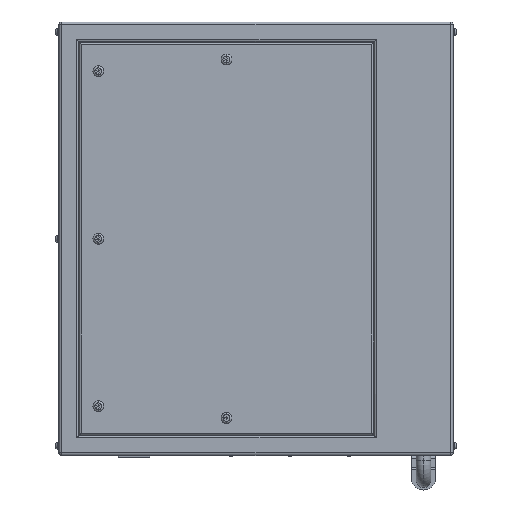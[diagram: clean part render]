
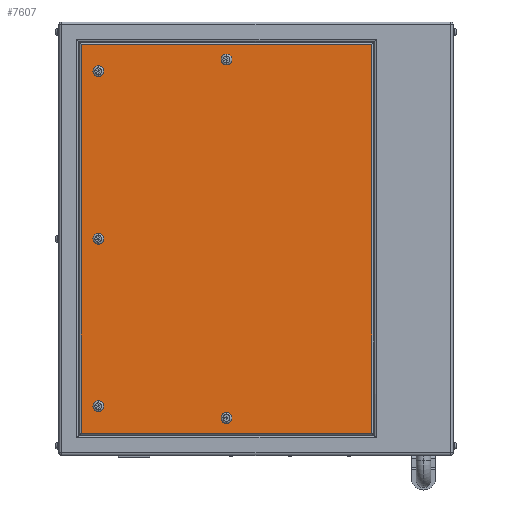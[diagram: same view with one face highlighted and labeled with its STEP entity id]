
A CAD part, left-side view. The second image highlights one B-rep face of the part: STEP entity #7607.
In plain terms, the highlighted planar face has unit normal (-1, 0, 0).
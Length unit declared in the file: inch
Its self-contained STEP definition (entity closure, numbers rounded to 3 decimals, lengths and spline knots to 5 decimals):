
#165 = CARTESIAN_POINT ( 'NONE',  ( -11., 20., -22. ) ) ;
#766 = CIRCLE ( 'NONE', #16903, 0.55 ) ;
#1009 = AXIS2_PLACEMENT_3D ( 'NONE', #16771, #13371, #11632 ) ;
#1126 = DIRECTION ( 'NONE',  ( 1., 0., 0. ) ) ;
#1354 = PLANE ( 'NONE',  #11299 ) ;
#1752 = ORIENTED_EDGE ( 'NONE', *, *, #16486, .T. ) ;
#1755 = EDGE_CURVE ( 'NONE', #2628, #7910, #12635, .T. ) ;
#2283 = CIRCLE ( 'NONE', #15417, 0.55 ) ;
#2358 = CARTESIAN_POINT ( 'NONE',  ( -11., -11.74, -19.74 ) ) ;
#2529 = ORIENTED_EDGE ( 'NONE', *, *, #3441, .T. ) ;
#2615 = CARTESIAN_POINT ( 'NONE',  ( -11., 16., -16.45 ) ) ;
#2628 = VERTEX_POINT ( 'NONE', #3060 ) ;
#2771 = EDGE_CURVE ( 'NONE', #11995, #19591, #18646, .T. ) ;
#3060 = CARTESIAN_POINT ( 'NONE',  ( -11., 16., -17.55 ) ) ;
#3118 = FACE_BOUND ( 'NONE', #4263, .T. ) ;
#3249 = CARTESIAN_POINT ( 'NONE',  ( -11., 16., 17.55 ) ) ;
#3441 = EDGE_CURVE ( 'NONE', #19591, #21753, #7555, .T. ) ;
#3679 = CARTESIAN_POINT ( 'NONE',  ( -11., 16., -17. ) ) ;
#3732 = VECTOR ( 'NONE', #18028, 39.37008 ) ;
#3800 = ORIENTED_EDGE ( 'NONE', *, *, #7818, .T. ) ;
#3904 = CARTESIAN_POINT ( 'NONE',  ( -11., 20., 19.74 ) ) ;
#3945 = ORIENTED_EDGE ( 'NONE', *, *, #15769, .T. ) ;
#4137 = CARTESIAN_POINT ( 'NONE',  ( -11., 16., 0.55 ) ) ;
#4222 = VERTEX_POINT ( 'NONE', #20416 ) ;
#4234 = ORIENTED_EDGE ( 'NONE', *, *, #18297, .T. ) ;
#4263 = EDGE_LOOP ( 'NONE', ( #1752, #3945 ) ) ;
#4270 = EDGE_LOOP ( 'NONE', ( #10351, #20919 ) ) ;
#4311 = CARTESIAN_POINT ( 'NONE',  ( -11., 17.74, 19.74 ) ) ;
#4359 = EDGE_CURVE ( 'NONE', #13573, #10387, #6728, .T. ) ;
#4565 = CARTESIAN_POINT ( 'NONE',  ( -11., 3., 18.19 ) ) ;
#4606 = AXIS2_PLACEMENT_3D ( 'NONE', #9259, #18284, #14415 ) ;
#4657 = DIRECTION ( 'NONE',  ( 1., 0., 0. ) ) ;
#4674 = VERTEX_POINT ( 'NONE', #22330 ) ;
#4681 = DIRECTION ( 'NONE',  ( 1., 0., 0. ) ) ;
#5098 = CIRCLE ( 'NONE', #11877, 0.55 ) ;
#5451 = DIRECTION ( 'NONE',  ( 1., 0., 0. ) ) ;
#6591 = DIRECTION ( 'NONE',  ( 0., 0., -1. ) ) ;
#6629 = FACE_BOUND ( 'NONE', #4270, .T. ) ;
#6728 = CIRCLE ( 'NONE', #21310, 0.55 ) ;
#6755 = ORIENTED_EDGE ( 'NONE', *, *, #7362, .T. ) ;
#7083 = DIRECTION ( 'NONE',  ( 1., 0., 0. ) ) ;
#7332 = AXIS2_PLACEMENT_3D ( 'NONE', #11952, #1126, #17468 ) ;
#7362 = EDGE_CURVE ( 'NONE', #4222, #22268, #766, .T. ) ;
#7493 = CARTESIAN_POINT ( 'NONE',  ( -11., -11.74, -22. ) ) ;
#7555 = LINE ( 'NONE', #3904, #3732 ) ;
#7607 = ADVANCED_FACE ( 'NONE', ( #15559, #6629, #13815, #19187, #3118, #17465 ), #1354, .F. ) ;
#7818 = EDGE_CURVE ( 'NONE', #21753, #8372, #10607, .T. ) ;
#7887 = VECTOR ( 'NONE', #17768, 39.37008 ) ;
#7910 = VERTEX_POINT ( 'NONE', #2615 ) ;
#8118 = VECTOR ( 'NONE', #14286, 39.37008 ) ;
#8321 = VERTEX_POINT ( 'NONE', #22325 ) ;
#8337 = CARTESIAN_POINT ( 'NONE',  ( -11., 16., 0. ) ) ;
#8351 = CIRCLE ( 'NONE', #22161, 0.55 ) ;
#8372 = VERTEX_POINT ( 'NONE', #10184 ) ;
#8627 = DIRECTION ( 'NONE',  ( 0., 0., -1. ) ) ;
#8666 = LINE ( 'NONE', #15579, #8118 ) ;
#8709 = CARTESIAN_POINT ( 'NONE',  ( -11., 3., 18.74 ) ) ;
#9259 = CARTESIAN_POINT ( 'NONE',  ( -11., 16., 17. ) ) ;
#9365 = EDGE_LOOP ( 'NONE', ( #6755, #16612 ) ) ;
#9650 = AXIS2_PLACEMENT_3D ( 'NONE', #11917, #19060, #10154 ) ;
#9850 = DIRECTION ( 'NONE',  ( 0., 0., 1. ) ) ;
#10146 = CARTESIAN_POINT ( 'NONE',  ( -11., -11.74, 19.74 ) ) ;
#10154 = DIRECTION ( 'NONE',  ( 0., 0., 1. ) ) ;
#10184 = CARTESIAN_POINT ( 'NONE',  ( -11., 17.74, -19.74 ) ) ;
#10351 = ORIENTED_EDGE ( 'NONE', *, *, #17128, .T. ) ;
#10375 = AXIS2_PLACEMENT_3D ( 'NONE', #3679, #5451, #10523 ) ;
#10387 = VERTEX_POINT ( 'NONE', #17112 ) ;
#10523 = DIRECTION ( 'NONE',  ( 0., 0., -1. ) ) ;
#10607 = LINE ( 'NONE', #14239, #7887 ) ;
#10715 = DIRECTION ( 'NONE',  ( 1., 0., 0. ) ) ;
#10740 = VERTEX_POINT ( 'NONE', #4137 ) ;
#11288 = DIRECTION ( 'NONE',  ( 0., 0., 1. ) ) ;
#11299 = AXIS2_PLACEMENT_3D ( 'NONE', #165, #7083, #17902 ) ;
#11632 = DIRECTION ( 'NONE',  ( 0., 0., -1. ) ) ;
#11877 = AXIS2_PLACEMENT_3D ( 'NONE', #8337, #4681, #18885 ) ;
#11917 = CARTESIAN_POINT ( 'NONE',  ( -11., 3., -18.19 ) ) ;
#11952 = CARTESIAN_POINT ( 'NONE',  ( -11., 16., 0. ) ) ;
#11995 = VERTEX_POINT ( 'NONE', #2358 ) ;
#12147 = DIRECTION ( 'NONE',  ( 1., 0., 0. ) ) ;
#12422 = ORIENTED_EDGE ( 'NONE', *, *, #1755, .T. ) ;
#12493 = CARTESIAN_POINT ( 'NONE',  ( -11., 3., 18.19 ) ) ;
#12512 = VERTEX_POINT ( 'NONE', #3249 ) ;
#12635 = CIRCLE ( 'NONE', #10375, 0.55 ) ;
#12882 = ORIENTED_EDGE ( 'NONE', *, *, #14086, .T. ) ;
#13371 = DIRECTION ( 'NONE',  ( 1., 0., 0. ) ) ;
#13573 = VERTEX_POINT ( 'NONE', #8709 ) ;
#13726 = EDGE_CURVE ( 'NONE', #10740, #4674, #5098, .T. ) ;
#13815 = FACE_BOUND ( 'NONE', #20490, .T. ) ;
#13855 = ORIENTED_EDGE ( 'NONE', *, *, #13726, .T. ) ;
#14086 = EDGE_CURVE ( 'NONE', #4674, #10740, #15242, .T. ) ;
#14239 = CARTESIAN_POINT ( 'NONE',  ( -11., 17.74, -22. ) ) ;
#14286 = DIRECTION ( 'NONE',  ( 0., -1., 0. ) ) ;
#14415 = DIRECTION ( 'NONE',  ( 0., 0., -1. ) ) ;
#14459 = EDGE_CURVE ( 'NONE', #22268, #4222, #18612, .T. ) ;
#14700 = CARTESIAN_POINT ( 'NONE',  ( -11., 3., -17.64 ) ) ;
#15242 = CIRCLE ( 'NONE', #7332, 0.55 ) ;
#15417 = AXIS2_PLACEMENT_3D ( 'NONE', #22752, #12147, #6591 ) ;
#15559 = FACE_BOUND ( 'NONE', #9365, .T. ) ;
#15579 = CARTESIAN_POINT ( 'NONE',  ( -11., 20., -19.74 ) ) ;
#15769 = EDGE_CURVE ( 'NONE', #12512, #8321, #2283, .T. ) ;
#16486 = EDGE_CURVE ( 'NONE', #8321, #12512, #19579, .T. ) ;
#16612 = ORIENTED_EDGE ( 'NONE', *, *, #14459, .T. ) ;
#16771 = CARTESIAN_POINT ( 'NONE',  ( -11., 16., -17. ) ) ;
#16903 = AXIS2_PLACEMENT_3D ( 'NONE', #18970, #4657, #9850 ) ;
#17112 = CARTESIAN_POINT ( 'NONE',  ( -11., 3., 17.64 ) ) ;
#17128 = EDGE_CURVE ( 'NONE', #10387, #13573, #8351, .T. ) ;
#17397 = VECTOR ( 'NONE', #11288, 39.37008 ) ;
#17465 = FACE_OUTER_BOUND ( 'NONE', #22243, .T. ) ;
#17468 = DIRECTION ( 'NONE',  ( 0., 0., -1. ) ) ;
#17768 = DIRECTION ( 'NONE',  ( 0., 0., -1. ) ) ;
#17902 = DIRECTION ( 'NONE',  ( 0., 0., -1. ) ) ;
#18028 = DIRECTION ( 'NONE',  ( 0., 1., 0. ) ) ;
#18284 = DIRECTION ( 'NONE',  ( 1., 0., 0. ) ) ;
#18297 = EDGE_CURVE ( 'NONE', #8372, #11995, #8666, .T. ) ;
#18612 = CIRCLE ( 'NONE', #9650, 0.55 ) ;
#18646 = LINE ( 'NONE', #7493, #17397 ) ;
#18885 = DIRECTION ( 'NONE',  ( 0., 0., -1. ) ) ;
#18970 = CARTESIAN_POINT ( 'NONE',  ( -11., 3., -18.19 ) ) ;
#19060 = DIRECTION ( 'NONE',  ( 1., 0., 0. ) ) ;
#19096 = ORIENTED_EDGE ( 'NONE', *, *, #22644, .T. ) ;
#19187 = FACE_BOUND ( 'NONE', #21505, .T. ) ;
#19579 = CIRCLE ( 'NONE', #4606, 0.55 ) ;
#19591 = VERTEX_POINT ( 'NONE', #10146 ) ;
#20351 = DIRECTION ( 'NONE',  ( 1., 0., 0. ) ) ;
#20416 = CARTESIAN_POINT ( 'NONE',  ( -11., 3., -18.74 ) ) ;
#20449 = CIRCLE ( 'NONE', #1009, 0.55 ) ;
#20490 = EDGE_LOOP ( 'NONE', ( #12422, #19096 ) ) ;
#20919 = ORIENTED_EDGE ( 'NONE', *, *, #4359, .T. ) ;
#21310 = AXIS2_PLACEMENT_3D ( 'NONE', #12493, #10715, #8627 ) ;
#21505 = EDGE_LOOP ( 'NONE', ( #12882, #13855 ) ) ;
#21596 = ORIENTED_EDGE ( 'NONE', *, *, #2771, .T. ) ;
#21753 = VERTEX_POINT ( 'NONE', #4311 ) ;
#22161 = AXIS2_PLACEMENT_3D ( 'NONE', #4565, #20351, #22338 ) ;
#22243 = EDGE_LOOP ( 'NONE', ( #4234, #21596, #2529, #3800 ) ) ;
#22268 = VERTEX_POINT ( 'NONE', #14700 ) ;
#22325 = CARTESIAN_POINT ( 'NONE',  ( -11., 16., 16.45 ) ) ;
#22330 = CARTESIAN_POINT ( 'NONE',  ( -11., 16., -0.55 ) ) ;
#22338 = DIRECTION ( 'NONE',  ( 0., 0., -1. ) ) ;
#22644 = EDGE_CURVE ( 'NONE', #7910, #2628, #20449, .T. ) ;
#22752 = CARTESIAN_POINT ( 'NONE',  ( -11., 16., 17. ) ) ;
